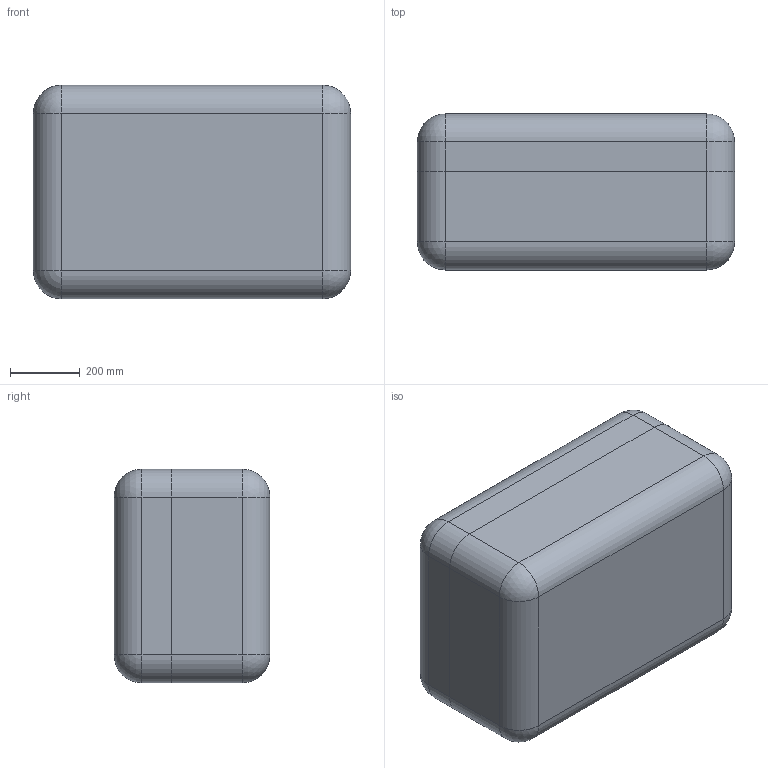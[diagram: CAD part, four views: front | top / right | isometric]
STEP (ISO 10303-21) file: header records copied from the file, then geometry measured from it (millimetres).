
FILE_DESCRIPTION (( 'STEP AP214' ), '1' );
FILE_NAME ('Òðàíñïîðòíûé êîíòåéíåð ÀÄÌÈÐÀË®ÏÐÎÔÅÑÑÈÎÍÀËÜÍÛÅ 157_óïðîùåííàÿ 3D-ìîäåëü.STEP', '2025-08-29T13:22:21', ( '' ), ( '' ), 'SwSTEP 2.0', 'SolidWorks 2021', '' );
FILE_SCHEMA (( 'AUTOMOTIVE_DESIGN' ));
Products named in the file (3): Lid 170-1; Base 161(W); Òðàíñïîðòíûé êîíòåéíåð ÀÄÌÈÐÀË®ÏÐÎÔÅÑÑÈÎÍÀËÜÍÛÅ 157_óïðîùåííàÿ 3D-ìîäåëü
Assembly tree (2 placements, depth 2):
  Òðàíñïîðòíûé êîíòåéíåð ÀÄÌÈÐÀË®ÏÐÎÔÅÑÑÈÎÍÀËÜÍÛÅ 157_óïðîùåííàÿ 3D-ìîäåëü
    Base 161(W)
    Lid 170-1
Bounding box: 909.63 x 446.9 x 612.45 mm (x, y, z)
Volume: 108133217.7 mm3; surface area: 5094261.7 mm2
Topology: 2 solids, 2 shells, 1709 faces, 4214 edges, 2444 vertices
Faces by surface type: cylinder 664, bspline 412, plane 337, torus 224, sphere 40, cone 32
Entity records: 68031 total; most frequent: CARTESIAN_POINT 30729, ORIENTED_EDGE 8284, DIRECTION 7418, EDGE_CURVE 4142, AXIS2_PLACEMENT_3D 2938, VERTEX_POINT 2444, EDGE_LOOP 1720, FACE_OUTER_BOUND 1709
